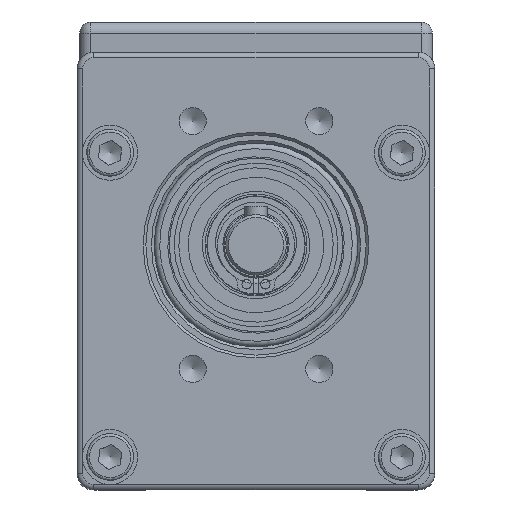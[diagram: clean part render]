
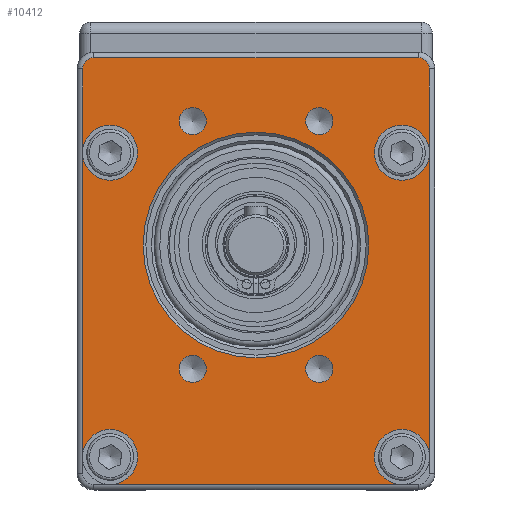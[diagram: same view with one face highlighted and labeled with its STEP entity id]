
A CAD part, front view. The second image highlights one B-rep face of the part: STEP entity #10412.
In plain terms, the highlighted face is planar.
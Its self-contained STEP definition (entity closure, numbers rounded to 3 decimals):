
#10038=CARTESIAN_POINT('',(196.029,139.631,-14.853));
#10039=VERTEX_POINT('',#10038);
#10047=CARTESIAN_POINT('',(196.029,124.381,-14.853));
#10048=VERTEX_POINT('',#10047);
#10049=CARTESIAN_POINT('',(196.029,139.631,-14.853));
#10050=DIRECTION('',(0.0,-1.0,0.0));
#10051=VECTOR('',#10050,15.25);
#10052=LINE('',#10049,#10051);
#10053=EDGE_CURVE('',#10039,#10048,#10052,.T.);
#10055=CARTESIAN_POINT('',(196.029,69.131,-14.853));
#10056=VERTEX_POINT('',#10055);
#10057=CARTESIAN_POINT('',(196.029,124.381,-14.853));
#10058=DIRECTION('',(0.0,-1.0,0.0));
#10059=VECTOR('',#10058,55.25);
#10060=LINE('',#10057,#10059);
#10061=EDGE_CURVE('',#10048,#10056,#10060,.T.);
#10077=CARTESIAN_POINT('',(198.029,141.631,-14.836));
#10078=VERTEX_POINT('',#10077);
#10086=CARTESIAN_POINT('',(198.029,139.631,-14.836));
#10087=DIRECTION('',(-0.008,0.,1.));
#10088=DIRECTION('',(-0.707,0.707,-0.006));
#10089=AXIS2_PLACEMENT_3D('',#10086,#10087,#10088);
#10090=CIRCLE('',#10089,2.);
#10091=EDGE_CURVE('',#10078,#10039,#10090,.T.);
#10103=CARTESIAN_POINT('',(257.027,141.631,-14.336));
#10104=VERTEX_POINT('',#10103);
#10112=CARTESIAN_POINT('',(257.027,141.631,-14.336));
#10113=DIRECTION('',(-1.,0.,-0.008));
#10114=VECTOR('',#10113,59.);
#10115=LINE('',#10112,#10114);
#10116=EDGE_CURVE('',#10104,#10078,#10115,.T.);
#10128=CARTESIAN_POINT('',(259.027,139.631,-14.319));
#10129=VERTEX_POINT('',#10128);
#10137=CARTESIAN_POINT('',(257.027,139.631,-14.336));
#10138=DIRECTION('',(-0.008,0.,1.));
#10139=DIRECTION('',(0.707,0.707,0.006));
#10140=AXIS2_PLACEMENT_3D('',#10137,#10138,#10139);
#10141=CIRCLE('',#10140,2.);
#10142=EDGE_CURVE('',#10129,#10104,#10141,.T.);
#10163=CARTESIAN_POINT('',(259.027,69.131,-14.319));
#10164=VERTEX_POINT('',#10163);
#10171=CARTESIAN_POINT('',(259.027,124.381,-14.319));
#10172=VERTEX_POINT('',#10171);
#10173=CARTESIAN_POINT('',(259.027,69.131,-14.319));
#10174=DIRECTION('',(0.0,1.0,0.0));
#10175=VECTOR('',#10174,55.25);
#10176=LINE('',#10173,#10175);
#10177=EDGE_CURVE('',#10164,#10172,#10176,.T.);
#10179=CARTESIAN_POINT('',(259.027,124.381,-14.319));
#10180=DIRECTION('',(0.0,1.0,0.0));
#10181=VECTOR('',#10180,15.25);
#10182=LINE('',#10179,#10181);
#10183=EDGE_CURVE('',#10172,#10129,#10182,.T.);
#10240=CARTESIAN_POINT('',(201.029,64.131,-14.811));
#10241=VERTEX_POINT('',#10240);
#10248=CARTESIAN_POINT('',(254.027,64.131,-14.361));
#10249=VERTEX_POINT('',#10248);
#10250=CARTESIAN_POINT('',(201.029,64.131,-14.811));
#10251=DIRECTION('',(1.,0.,0.008));
#10252=VECTOR('',#10251,53.);
#10253=LINE('',#10250,#10252);
#10254=EDGE_CURVE('',#10241,#10249,#10253,.T.);
#10314=CARTESIAN_POINT('',(227.528,102.881,-14.586));
#10315=DIRECTION('',(-0.008,0.,1.));
#10316=DIRECTION('',(1.,0.,0.008));
#10317=AXIS2_PLACEMENT_3D('',#10314,#10315,#10316);
#10318=PLANE('',#10317);
#10319=ORIENTED_EDGE('',*,*,#10177,.F.);
#10320=CARTESIAN_POINT('',(254.027,69.131,-14.361));
#10321=DIRECTION('',(-0.008,0.,1.));
#10322=DIRECTION('',(-1.,0.,-0.008));
#10323=AXIS2_PLACEMENT_3D('',#10320,#10321,#10322);
#10324=CIRCLE('',#10323,5.0);
#10325=EDGE_CURVE('',#10164,#10249,#10324,.T.);
#10326=ORIENTED_EDGE('',*,*,#10325,.T.);
#10327=ORIENTED_EDGE('',*,*,#10254,.F.);
#10328=CARTESIAN_POINT('',(201.029,69.131,-14.811));
#10329=DIRECTION('',(-0.008,0.,1.));
#10330=DIRECTION('',(-1.,0.,-0.008));
#10331=AXIS2_PLACEMENT_3D('',#10328,#10329,#10330);
#10332=CIRCLE('',#10331,5.0);
#10333=EDGE_CURVE('',#10241,#10056,#10332,.T.);
#10334=ORIENTED_EDGE('',*,*,#10333,.T.);
#10335=ORIENTED_EDGE('',*,*,#10061,.F.);
#10336=CARTESIAN_POINT('',(201.029,124.381,-14.811));
#10337=DIRECTION('',(-0.008,0.,1.));
#10338=DIRECTION('',(-1.,0.,-0.008));
#10339=AXIS2_PLACEMENT_3D('',#10336,#10337,#10338);
#10340=CIRCLE('',#10339,5.0);
#10341=EDGE_CURVE('',#10048,#10048,#10340,.T.);
#10342=ORIENTED_EDGE('',*,*,#10341,.T.);
#10343=ORIENTED_EDGE('',*,*,#10053,.F.);
#10344=ORIENTED_EDGE('',*,*,#10091,.F.);
#10345=ORIENTED_EDGE('',*,*,#10116,.F.);
#10346=ORIENTED_EDGE('',*,*,#10142,.F.);
#10347=ORIENTED_EDGE('',*,*,#10183,.F.);
#10348=CARTESIAN_POINT('',(254.027,124.381,-14.361));
#10349=DIRECTION('',(-0.008,0.,1.));
#10350=DIRECTION('',(-1.,0.,-0.008));
#10351=AXIS2_PLACEMENT_3D('',#10348,#10349,#10350);
#10352=CIRCLE('',#10351,5.0);
#10353=EDGE_CURVE('',#10172,#10172,#10352,.T.);
#10354=ORIENTED_EDGE('',*,*,#10353,.T.);
#10355=EDGE_LOOP('',(#10319,#10326,#10327,#10334,#10335,#10342,#10343,#10344,#10345,#10346,#10347,#10354));
#10356=FACE_OUTER_BOUND('',#10355,.T.);
#10357=CARTESIAN_POINT('',(236.569,130.131,-14.509));
#10358=VERTEX_POINT('',#10357);
#10359=CARTESIAN_POINT('',(239.028,130.131,-14.488));
#10360=DIRECTION('',(-0.008,0.,1.));
#10361=DIRECTION('',(-1.,0.,-0.008));
#10362=AXIS2_PLACEMENT_3D('',#10359,#10360,#10361);
#10363=CIRCLE('',#10362,2.459);
#10364=EDGE_CURVE('',#10358,#10358,#10363,.T.);
#10365=ORIENTED_EDGE('',*,*,#10364,.T.);
#10366=EDGE_LOOP('',(#10365));
#10367=FACE_BOUND('',#10366,.T.);
#10368=CARTESIAN_POINT('',(213.57,130.131,-14.704));
#10369=VERTEX_POINT('',#10368);
#10370=CARTESIAN_POINT('',(216.029,130.131,-14.683));
#10371=DIRECTION('',(-0.008,0.,1.));
#10372=DIRECTION('',(-1.,0.,-0.008));
#10373=AXIS2_PLACEMENT_3D('',#10370,#10371,#10372);
#10374=CIRCLE('',#10373,2.459);
#10375=EDGE_CURVE('',#10369,#10369,#10374,.T.);
#10376=ORIENTED_EDGE('',*,*,#10375,.T.);
#10377=EDGE_LOOP('',(#10376));
#10378=FACE_BOUND('',#10377,.T.);
#10379=CARTESIAN_POINT('',(213.57,85.131,-14.704));
#10380=VERTEX_POINT('',#10379);
#10381=CARTESIAN_POINT('',(216.029,85.131,-14.683));
#10382=DIRECTION('',(-0.008,0.,1.));
#10383=DIRECTION('',(-1.,0.,-0.008));
#10384=AXIS2_PLACEMENT_3D('',#10381,#10382,#10383);
#10385=CIRCLE('',#10384,2.459);
#10386=EDGE_CURVE('',#10380,#10380,#10385,.T.);
#10387=ORIENTED_EDGE('',*,*,#10386,.T.);
#10388=EDGE_LOOP('',(#10387));
#10389=FACE_BOUND('',#10388,.T.);
#10390=CARTESIAN_POINT('',(236.569,85.131,-14.509));
#10391=VERTEX_POINT('',#10390);
#10392=CARTESIAN_POINT('',(239.028,85.131,-14.488));
#10393=DIRECTION('',(-0.008,0.,1.));
#10394=DIRECTION('',(-1.,0.,-0.008));
#10395=AXIS2_PLACEMENT_3D('',#10392,#10393,#10394);
#10396=CIRCLE('',#10395,2.459);
#10397=EDGE_CURVE('',#10391,#10391,#10396,.T.);
#10398=ORIENTED_EDGE('',*,*,#10397,.T.);
#10399=EDGE_LOOP('',(#10398));
#10400=FACE_BOUND('',#10399,.T.);
#10401=CARTESIAN_POINT('',(207.029,107.631,-14.76));
#10402=VERTEX_POINT('',#10401);
#10403=CARTESIAN_POINT('',(227.528,107.631,-14.586));
#10404=DIRECTION('',(0.008,0.,-1.));
#10405=DIRECTION('',(1.,0.,0.008));
#10406=AXIS2_PLACEMENT_3D('',#10403,#10404,#10405);
#10407=CIRCLE('',#10406,20.5);
#10408=EDGE_CURVE('',#10402,#10402,#10407,.T.);
#10409=ORIENTED_EDGE('',*,*,#10408,.F.);
#10410=EDGE_LOOP('',(#10409));
#10411=FACE_BOUND('',#10410,.T.);
#10412=ADVANCED_FACE('',(#10356,#10367,#10378,#10389,#10400,#10411),#10318,.F.);
